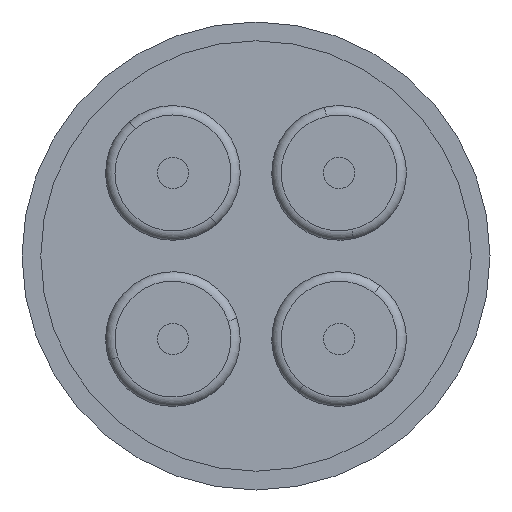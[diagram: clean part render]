
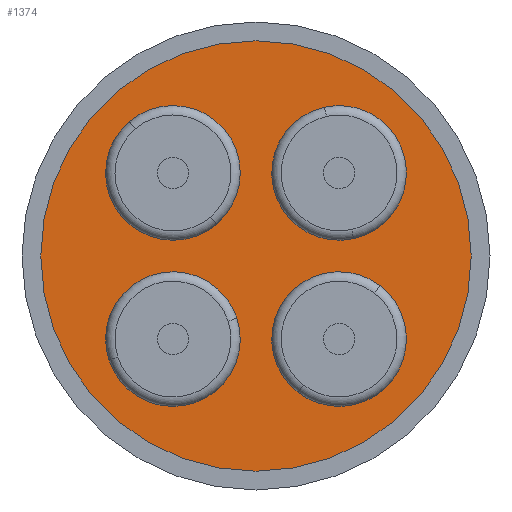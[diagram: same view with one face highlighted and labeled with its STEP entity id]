
A CAD part, front view. The second image highlights one B-rep face of the part: STEP entity #1374.
In plain terms, the highlighted planar face has unit normal (0, -1, 0).
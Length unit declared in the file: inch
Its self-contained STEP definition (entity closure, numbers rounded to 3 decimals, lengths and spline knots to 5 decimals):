
#26 = DIRECTION ( 'NONE',  ( 0., 0., 1. ) ) ;
#28 = DIRECTION ( 'NONE',  ( 0., 1., 0. ) ) ;
#29 = CARTESIAN_POINT ( 'NONE',  ( 0.13258, 0.08, 0.13258 ) ) ;
#89 = CARTESIAN_POINT ( 'NONE',  ( 0.04012, 0.08, 0.14644 ) ) ;
#95 = CARTESIAN_POINT ( 'NONE',  ( 0.22505, 0.08, 0.11872 ) ) ;
#176 = CARTESIAN_POINT ( 'NONE',  ( 0.0459, 0.08, -0.16764 ) ) ;
#183 = CARTESIAN_POINT ( 'NONE',  ( 0.21926, 0.08, -0.09752 ) ) ;
#188 = CARTESIAN_POINT ( 'NONE',  ( -0.04229, 0.08, -0.1083 ) ) ;
#189 = CARTESIAN_POINT ( 'NONE',  ( -0.22287, 0.08, -0.15687 ) ) ;
#196 = CARTESIAN_POINT ( 'NONE',  ( -0.18899, 0.08, 0.05802 ) ) ;
#200 = CARTESIAN_POINT ( 'NONE',  ( -0.07617, 0.08, 0.20715 ) ) ;
#206 = CARTESIAN_POINT ( 'NONE',  ( 0., 0.08, -0.3435 ) ) ;
#210 = CARTESIAN_POINT ( 'NONE',  ( 0., 0.08, 0.3435 ) ) ;
#316 = DIRECTION ( 'NONE',  ( 0., 0., 1. ) ) ;
#317 = DIRECTION ( 'NONE',  ( 0., 1., 0. ) ) ;
#318 = CARTESIAN_POINT ( 'NONE',  ( 0.13258, 0.08, -0.13258 ) ) ;
#352 = DIRECTION ( 'NONE',  ( 0., 0., 1. ) ) ;
#353 = DIRECTION ( 'NONE',  ( 0., 1., 0. ) ) ;
#356 = CARTESIAN_POINT ( 'NONE',  ( -0.13258, 0.08, 0.13258 ) ) ;
#475 = AXIS2_PLACEMENT_3D ( 'NONE', #1893, #3029, #3030 ) ;
#492 = DIRECTION ( 'NONE',  ( 0., 0., 1. ) ) ;
#493 = DIRECTION ( 'NONE',  ( 0., 1., 0. ) ) ;
#494 = CARTESIAN_POINT ( 'NONE',  ( 0., 0.08, 0. ) ) ;
#553 = DIRECTION ( 'NONE',  ( 0., 0., 1. ) ) ;
#554 = DIRECTION ( 'NONE',  ( 0., 1., 0. ) ) ;
#555 = CARTESIAN_POINT ( 'NONE',  ( 0., 0.08, 0. ) ) ;
#583 = DIRECTION ( 'NONE',  ( 0., 0., 1. ) ) ;
#602 = DIRECTION ( 'NONE',  ( 0., 1., 0. ) ) ;
#603 = DIRECTION ( 'NONE',  ( 0., 0., 1. ) ) ;
#604 = DIRECTION ( 'NONE',  ( 0., 1., 0. ) ) ;
#606 = CARTESIAN_POINT ( 'NONE',  ( -0.13258, 0.08, -0.13258 ) ) ;
#608 = CARTESIAN_POINT ( 'NONE',  ( 0.13258, 0.08, 0.13258 ) ) ;
#623 = DIRECTION ( 'NONE',  ( 0., 0., 1. ) ) ;
#624 = DIRECTION ( 'NONE',  ( 0., 1., 0. ) ) ;
#625 = CARTESIAN_POINT ( 'NONE',  ( -0.13258, 0.08, 0.13258 ) ) ;
#739 = VERTEX_POINT ( 'NONE', #210 ) ;
#744 = VERTEX_POINT ( 'NONE', #206 ) ;
#756 = VERTEX_POINT ( 'NONE', #196 ) ;
#757 = VERTEX_POINT ( 'NONE', #200 ) ;
#766 = VERTEX_POINT ( 'NONE', #189 ) ;
#767 = VERTEX_POINT ( 'NONE', #188 ) ;
#779 = VERTEX_POINT ( 'NONE', #176 ) ;
#780 = VERTEX_POINT ( 'NONE', #183 ) ;
#913 = VERTEX_POINT ( 'NONE', #95 ) ;
#918 = VERTEX_POINT ( 'NONE', #89 ) ;
#948 = EDGE_CURVE ( 'NONE', #918, #913, #2654, .T. ) ;
#955 = EDGE_CURVE ( 'NONE', #756, #757, #2647, .T. ) ;
#990 = EDGE_CURVE ( 'NONE', #780, #779, #2602, .T. ) ;
#1016 = EDGE_CURVE ( 'NONE', #767, #766, #2559, .T. ) ;
#1036 = EDGE_CURVE ( 'NONE', #757, #756, #2538, .T. ) ;
#1040 = EDGE_CURVE ( 'NONE', #913, #918, #2526, .T. ) ;
#1053 = EDGE_CURVE ( 'NONE', #739, #744, #2515, .T. ) ;
#1065 = EDGE_CURVE ( 'NONE', #744, #739, #2494, .T. ) ;
#1090 = EDGE_CURVE ( 'NONE', #766, #767, #2459, .T. ) ;
#1129 = EDGE_CURVE ( 'NONE', #779, #780, #2411, .T. ) ;
#1374 = ADVANCED_FACE ( 'NONE', ( #3242, #3243, #3246, #3240, #3256 ), #1896, .F. ) ;
#1470 = AXIS2_PLACEMENT_3D ( 'NONE', #29, #28, #26 ) ;
#1526 = AXIS2_PLACEMENT_3D ( 'NONE', #2207, #2208, #2205 ) ;
#1558 = AXIS2_PLACEMENT_3D ( 'NONE', #356, #353, #352 ) ;
#1563 = AXIS2_PLACEMENT_3D ( 'NONE', #2159, #2158, #2157 ) ;
#1579 = AXIS2_PLACEMENT_3D ( 'NONE', #494, #493, #492 ) ;
#1590 = AXIS2_PLACEMENT_3D ( 'NONE', #555, #554, #553 ) ;
#1598 = AXIS2_PLACEMENT_3D ( 'NONE', #608, #604, #603 ) ;
#1602 = AXIS2_PLACEMENT_3D ( 'NONE', #625, #624, #623 ) ;
#1615 = AXIS2_PLACEMENT_3D ( 'NONE', #606, #602, #583 ) ;
#1627 = AXIS2_PLACEMENT_3D ( 'NONE', #318, #317, #316 ) ;
#1893 = CARTESIAN_POINT ( 'NONE',  ( 0., 0.08, 0. ) ) ;
#1896 = PLANE ( 'NONE',  #475 ) ;
#1897 = ORIENTED_EDGE ( 'NONE', *, *, #948, .T. ) ;
#1924 = ORIENTED_EDGE ( 'NONE', *, *, #1040, .T. ) ;
#1937 = ORIENTED_EDGE ( 'NONE', *, *, #1065, .F. ) ;
#2065 = ORIENTED_EDGE ( 'NONE', *, *, #1016, .T. ) ;
#2085 = ORIENTED_EDGE ( 'NONE', *, *, #1129, .T. ) ;
#2104 = ORIENTED_EDGE ( 'NONE', *, *, #1090, .T. ) ;
#2105 = ORIENTED_EDGE ( 'NONE', *, *, #955, .T. ) ;
#2106 = ORIENTED_EDGE ( 'NONE', *, *, #1053, .F. ) ;
#2108 = ORIENTED_EDGE ( 'NONE', *, *, #1036, .T. ) ;
#2117 = ORIENTED_EDGE ( 'NONE', *, *, #990, .T. ) ;
#2157 = DIRECTION ( 'NONE',  ( 0., 0., 1. ) ) ;
#2158 = DIRECTION ( 'NONE',  ( 0., 1., 0. ) ) ;
#2159 = CARTESIAN_POINT ( 'NONE',  ( -0.13258, 0.08, -0.13258 ) ) ;
#2205 = DIRECTION ( 'NONE',  ( 0., 0., 1. ) ) ;
#2207 = CARTESIAN_POINT ( 'NONE',  ( 0.13258, 0.08, -0.13258 ) ) ;
#2208 = DIRECTION ( 'NONE',  ( 0., 1., 0. ) ) ;
#2411 = CIRCLE ( 'NONE', #1526, 0.0935 ) ;
#2459 = CIRCLE ( 'NONE', #1563, 0.0935 ) ;
#2494 = CIRCLE ( 'NONE', #1579, 0.3435 ) ;
#2515 = CIRCLE ( 'NONE', #1590, 0.3435 ) ;
#2526 = CIRCLE ( 'NONE', #1598, 0.0935 ) ;
#2538 = CIRCLE ( 'NONE', #1602, 0.0935 ) ;
#2559 = CIRCLE ( 'NONE', #1615, 0.0935 ) ;
#2602 = CIRCLE ( 'NONE', #1627, 0.0935 ) ;
#2647 = CIRCLE ( 'NONE', #1558, 0.0935 ) ;
#2654 = CIRCLE ( 'NONE', #1470, 0.0935 ) ;
#3000 = EDGE_LOOP ( 'NONE', ( #2105, #2108 ) ) ;
#3006 = EDGE_LOOP ( 'NONE', ( #2085, #2117 ) ) ;
#3007 = EDGE_LOOP ( 'NONE', ( #2106, #1937 ) ) ;
#3009 = EDGE_LOOP ( 'NONE', ( #1897, #1924 ) ) ;
#3011 = EDGE_LOOP ( 'NONE', ( #2104, #2065 ) ) ;
#3029 = DIRECTION ( 'NONE',  ( 0., 1., 0. ) ) ;
#3030 = DIRECTION ( 'NONE',  ( 0.707, 0., 0.707 ) ) ;
#3240 = FACE_BOUND ( 'NONE', #3009, .T. ) ;
#3242 = FACE_BOUND ( 'NONE', #3006, .T. ) ;
#3243 = FACE_BOUND ( 'NONE', #3000, .T. ) ;
#3246 = FACE_OUTER_BOUND ( 'NONE', #3007, .T. ) ;
#3256 = FACE_BOUND ( 'NONE', #3011, .T. ) ;
